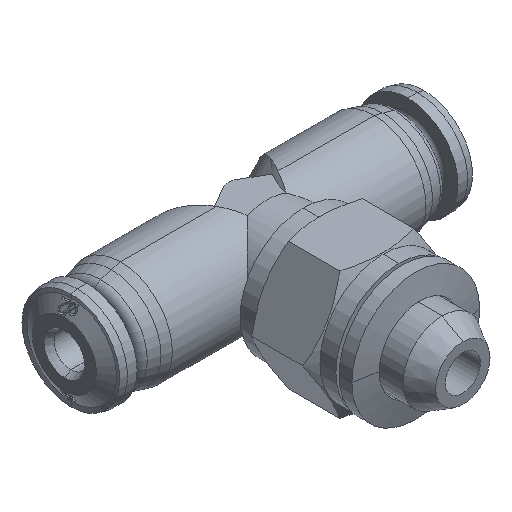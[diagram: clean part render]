
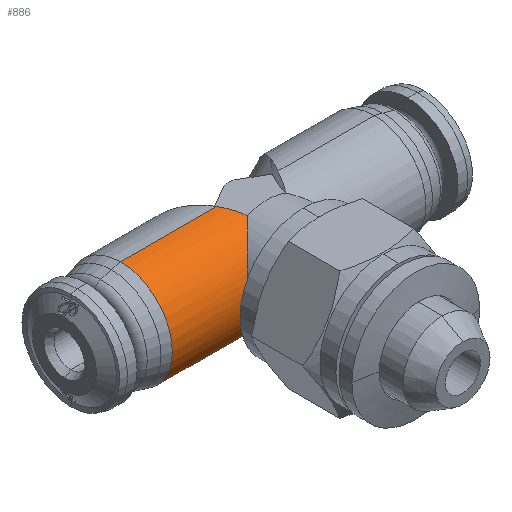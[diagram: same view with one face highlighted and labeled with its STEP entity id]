
A CAD part, isometric view. The second image highlights one B-rep face of the part: STEP entity #886.
In plain terms, the highlighted cylindrical face has radius 3.25 mm (diameter 6.5 mm), a partial arc.
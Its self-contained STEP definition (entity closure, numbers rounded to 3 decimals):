
#11 = CARTESIAN_POINT ( 'NONE',  ( -1.924, 0., 3.25 ) ) ;
#18 = CARTESIAN_POINT ( 'NONE',  ( -7.94, 0., 3.25 ) ) ;
#19 = CARTESIAN_POINT ( 'NONE',  ( -7.94, 0., -3.25 ) ) ;
#36 = CARTESIAN_POINT ( 'NONE',  ( -3.25, -3.25, 0. ) ) ;
#886 = ADVANCED_FACE ( 'NONE', ( #13257 ), #13265, .T. ) ;
#1102 = CARTESIAN_POINT ( 'NONE',  ( 0., 0., 3.25 ) ) ;
#1106 = CARTESIAN_POINT ( 'NONE',  ( 0., 0., -3.25 ) ) ;
#1108 = DIRECTION ( 'NONE',  ( -1., 0., 0. ) ) ;
#1109 = DIRECTION ( 'NONE',  ( -1., 0., 0. ) ) ;
#1885 = AXIS2_PLACEMENT_3D ( 'NONE', #6223, #6224, #6232 ) ;
#3147 = VERTEX_POINT ( 'NONE', #7948 ) ;
#3194 = VERTEX_POINT ( 'NONE', #7992 ) ;
#3358 = ORIENTED_EDGE ( 'NONE', *, *, #11260, .F. ) ;
#3359 = ORIENTED_EDGE ( 'NONE', *, *, #7736, .F. ) ;
#3360 = ORIENTED_EDGE ( 'NONE', *, *, #10338, .T. ) ;
#3361 = ORIENTED_EDGE ( 'NONE', *, *, #10387, .T. ) ;
#3362 = ORIENTED_EDGE ( 'NONE', *, *, #10348, .F. ) ;
#3363 = ORIENTED_EDGE ( 'NONE', *, *, #10347, .F. ) ;
#3364 = ORIENTED_EDGE ( 'NONE', *, *, #11261, .T. ) ;
#3365 = ORIENTED_EDGE ( 'NONE', *, *, #10361, .F. ) ;
#5638 = EDGE_LOOP ( 'NONE', ( #3358, #3359, #3360, #3361, #3362, #3363, #3364, #3365 ) ) ;
#6223 = CARTESIAN_POINT ( 'NONE',  ( 0., 0., 0. ) ) ;
#6224 = DIRECTION ( 'NONE',  ( -1., 0., 0. ) ) ;
#6232 = DIRECTION ( 'NONE',  ( 0., 0., 1. ) ) ;
#7736 = EDGE_CURVE ( 'NONE', #11148, #11147, #12075, .T. ) ;
#7948 = CARTESIAN_POINT ( 'NONE',  ( -1.22, -1.22, 3.013 ) ) ;
#7992 = CARTESIAN_POINT ( 'NONE',  ( -1.923, -0.002, 3.25 ) ) ;
#8792 = CARTESIAN_POINT ( 'NONE',  ( -1.22, -1.22, -3.013 ) ) ;
#8797 = CARTESIAN_POINT ( 'NONE',  ( -1.443, -0.833, -3.169 ) ) ;
#8806 = CARTESIAN_POINT ( 'NONE',  ( -1.683, -0.417, -3.25 ) ) ;
#8807 = CARTESIAN_POINT ( 'NONE',  ( -1.924, 0., -3.25 ) ) ;
#8949 =( BOUNDED_CURVE ( )  B_SPLINE_CURVE ( 3, ( #14828, #14829, #14833, #14834 ),
 .UNSPECIFIED., .F., .F. ) 
 B_SPLINE_CURVE_WITH_KNOTS ( ( 4, 4 ),
 ( 3.142, 4.328 ),
 .UNSPECIFIED. ) 
 CURVE ( )  GEOMETRIC_REPRESENTATION_ITEM ( )  RATIONAL_B_SPLINE_CURVE ( ( 1., 0.886, 0.886, 1. ) ) 
 REPRESENTATION_ITEM ( '' )  );
#9770 = CIRCLE ( 'NONE', #14870, 3.25 ) ;
#9861 = LINE ( 'NONE', #1102, #9870 ) ;
#9865 = LINE ( 'NONE', #1106, #9868 ) ;
#9868 = VECTOR ( 'NONE', #1108, 1000. ) ;
#9870 = VECTOR ( 'NONE', #1109, 1000. ) ;
#10338 = EDGE_CURVE ( 'NONE', #11148, #12757, #12106, .T. ) ;
#10347 = EDGE_CURVE ( 'NONE', #12732, #3194, #12114, .T. ) ;
#10348 = EDGE_CURVE ( 'NONE', #3194, #3147, #12115, .T. ) ;
#10361 = EDGE_CURVE ( 'NONE', #12740, #12739, #9770, .T. ) ;
#10387 = EDGE_CURVE ( 'NONE', #12757, #3147, #8949, .T. ) ;
#11147 = VERTEX_POINT ( 'NONE', #11545 ) ;
#11148 = VERTEX_POINT ( 'NONE', #11546 ) ;
#11260 = EDGE_CURVE ( 'NONE', #11147, #12740, #9865, .T. ) ;
#11261 = EDGE_CURVE ( 'NONE', #12732, #12739, #9861, .T. ) ;
#11545 = CARTESIAN_POINT ( 'NONE',  ( -1.924, 0., -3.25 ) ) ;
#11546 = CARTESIAN_POINT ( 'NONE',  ( -1.22, -1.22, -3.013 ) ) ;
#12075 = B_SPLINE_CURVE_WITH_KNOTS ( 'NONE', 3,
 ( #8792, #8797, #8806, #8807 ),
 .UNSPECIFIED., .F., .F.,
 ( 4, 4 ),
 ( 0., 1. ),
 .UNSPECIFIED. ) ;
#12106 =( BOUNDED_CURVE ( )  B_SPLINE_CURVE ( 3, ( #14620, #14621, #14626, #14627 ),
 .UNSPECIFIED., .F., .F. ) 
 B_SPLINE_CURVE_WITH_KNOTS ( ( 4, 4 ),
 ( 1.955, 3.142 ),
 .UNSPECIFIED. ) 
 CURVE ( )  GEOMETRIC_REPRESENTATION_ITEM ( )  RATIONAL_B_SPLINE_CURVE ( ( 1., 0.886, 0.886, 1. ) ) 
 REPRESENTATION_ITEM ( '' )  );
#12114 = B_SPLINE_CURVE_WITH_KNOTS ( 'NONE', 3,
 ( #14664, #14665, #14680, #14681 ),
 .UNSPECIFIED., .F., .F.,
 ( 4, 4 ),
 ( 0.016, 0.016 ),
 .UNSPECIFIED. ) ;
#12115 = B_SPLINE_CURVE_WITH_KNOTS ( 'NONE', 3,
 ( #14682, #14678, #14684, #14685 ),
 .UNSPECIFIED., .F., .F.,
 ( 4, 4 ),
 ( 0., 1. ),
 .UNSPECIFIED. ) ;
#12732 = VERTEX_POINT ( 'NONE', #11 ) ;
#12739 = VERTEX_POINT ( 'NONE', #18 ) ;
#12740 = VERTEX_POINT ( 'NONE', #19 ) ;
#12757 = VERTEX_POINT ( 'NONE', #36 ) ;
#13257 = FACE_OUTER_BOUND ( 'NONE', #5638, .T. ) ;
#13265 = CYLINDRICAL_SURFACE ( 'NONE', #1885, 3.25 ) ;
#14620 = CARTESIAN_POINT ( 'NONE',  ( -1.22, -1.22, -3.013 ) ) ;
#14621 = CARTESIAN_POINT ( 'NONE',  ( -2.486, -2.486, -2.5 ) ) ;
#14626 = CARTESIAN_POINT ( 'NONE',  ( -3.25, -3.25, -1.367 ) ) ;
#14627 = CARTESIAN_POINT ( 'NONE',  ( -3.25, -3.25, 0. ) ) ;
#14664 = CARTESIAN_POINT ( 'NONE',  ( -1.924, 0., 3.25 ) ) ;
#14665 = CARTESIAN_POINT ( 'NONE',  ( -1.923, -0.001, 3.25 ) ) ;
#14678 = CARTESIAN_POINT ( 'NONE',  ( -1.682, -0.418, 3.25 ) ) ;
#14680 = CARTESIAN_POINT ( 'NONE',  ( -1.923, -0.001, 3.25 ) ) ;
#14681 = CARTESIAN_POINT ( 'NONE',  ( -1.923, -0.002, 3.25 ) ) ;
#14682 = CARTESIAN_POINT ( 'NONE',  ( -1.923, -0.002, 3.25 ) ) ;
#14684 = CARTESIAN_POINT ( 'NONE',  ( -1.442, -0.834, 3.169 ) ) ;
#14685 = CARTESIAN_POINT ( 'NONE',  ( -1.22, -1.22, 3.013 ) ) ;
#14763 = CARTESIAN_POINT ( 'NONE',  ( -7.94, 0., 0. ) ) ;
#14764 = DIRECTION ( 'NONE',  ( -1., 0., 0. ) ) ;
#14765 = DIRECTION ( 'NONE',  ( 0., 0., 1. ) ) ;
#14828 = CARTESIAN_POINT ( 'NONE',  ( -3.25, -3.25, 0. ) ) ;
#14829 = CARTESIAN_POINT ( 'NONE',  ( -3.25, -3.25, 1.367 ) ) ;
#14833 = CARTESIAN_POINT ( 'NONE',  ( -2.486, -2.486, 2.5 ) ) ;
#14834 = CARTESIAN_POINT ( 'NONE',  ( -1.22, -1.22, 3.013 ) ) ;
#14870 = AXIS2_PLACEMENT_3D ( 'NONE', #14763, #14764, #14765 ) ;
